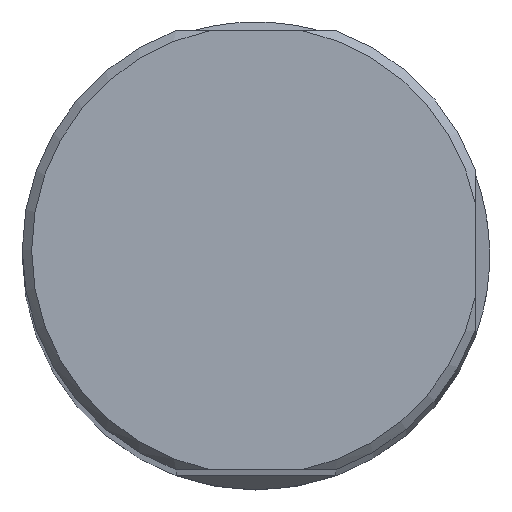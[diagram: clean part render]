
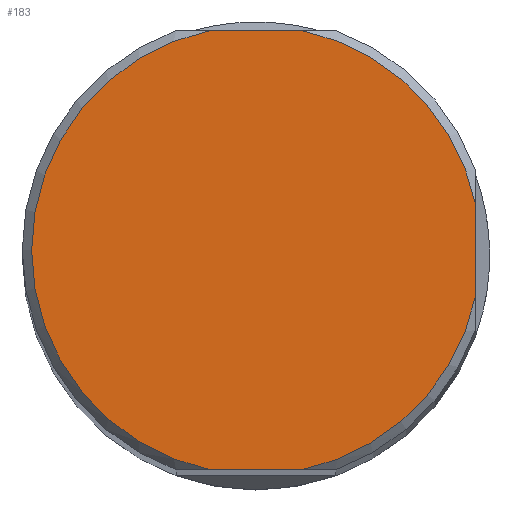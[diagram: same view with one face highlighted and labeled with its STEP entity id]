
A CAD part, top view. The second image highlights one B-rep face of the part: STEP entity #183.
In plain terms, the highlighted planar face has unit normal (0, 0, 1).
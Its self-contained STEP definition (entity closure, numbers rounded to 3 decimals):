
#68=FACE_OUTER_BOUND('',#329,.T.);
#125=LINE('',#1227,#153);
#126=LINE('',#1231,#154);
#127=LINE('',#1232,#155);
#153=VECTOR('',#963,1.);
#154=VECTOR('',#966,1.);
#155=VECTOR('',#967,1.);
#183=ADVANCED_FACE('',(#68),#234,.F.);
#234=PLANE('',#829);
#329=EDGE_LOOP('',(#433,#434,#435,#436,#437,#438));
#433=ORIENTED_EDGE('',*,*,#663,.T.);
#434=ORIENTED_EDGE('',*,*,#664,.T.);
#435=ORIENTED_EDGE('',*,*,#665,.T.);
#436=ORIENTED_EDGE('',*,*,#666,.T.);
#437=ORIENTED_EDGE('',*,*,#660,.T.);
#438=ORIENTED_EDGE('',*,*,#667,.T.);
#591=VERTEX_POINT('',#1207);
#592=VERTEX_POINT('',#1212);
#593=VERTEX_POINT('',#1219);
#594=VERTEX_POINT('',#1224);
#595=VERTEX_POINT('',#1228);
#596=VERTEX_POINT('',#1230);
#660=EDGE_CURVE('',#591,#592,#733,.T.);
#663=EDGE_CURVE('',#593,#594,#734,.T.);
#664=EDGE_CURVE('',#594,#595,#125,.T.);
#665=EDGE_CURVE('',#595,#596,#735,.T.);
#666=EDGE_CURVE('',#596,#591,#126,.T.);
#667=EDGE_CURVE('',#592,#593,#127,.T.);
#733=CIRCLE('',#824,24.);
#734=CIRCLE('',#826,24.);
#735=CIRCLE('',#828,24.);
#824=AXIS2_PLACEMENT_3D('',#1213,#955,#956);
#826=AXIS2_PLACEMENT_3D('',#1225,#959,#960);
#828=AXIS2_PLACEMENT_3D('',#1229,#964,#965);
#829=AXIS2_PLACEMENT_3D('',#1233,#968,#969);
#955=DIRECTION('',(0.,0.,1.));
#956=DIRECTION('',(-1.,0.,0.));
#959=DIRECTION('',(0.,0.,1.));
#960=DIRECTION('',(-1.,0.,0.));
#963=DIRECTION('',(-1.,0.,0.));
#964=DIRECTION('',(0.,0.,1.));
#965=DIRECTION('',(-1.,0.,0.));
#966=DIRECTION('',(1.,0.,0.));
#967=DIRECTION('',(0.,1.,0.));
#968=DIRECTION('',(0.,0.,-1.));
#969=DIRECTION('',(1.,0.,0.));
#1207=CARTESIAN_POINT('',(4.873,-23.5,200.));
#1212=CARTESIAN_POINT('',(23.5,-4.873,200.));
#1213=CARTESIAN_POINT('',(0.,0.,200.));
#1219=CARTESIAN_POINT('',(23.5,4.873,200.));
#1224=CARTESIAN_POINT('',(4.873,23.5,200.));
#1225=CARTESIAN_POINT('',(0.,0.,200.));
#1227=CARTESIAN_POINT('',(25.,23.5,200.));
#1228=CARTESIAN_POINT('',(-4.873,23.5,200.));
#1229=CARTESIAN_POINT('',(0.,0.,200.));
#1230=CARTESIAN_POINT('',(-4.873,-23.5,200.));
#1231=CARTESIAN_POINT('',(-25.,-23.5,200.));
#1232=CARTESIAN_POINT('',(23.5,-25.,200.));
#1233=CARTESIAN_POINT('',(25.,0.,200.));
